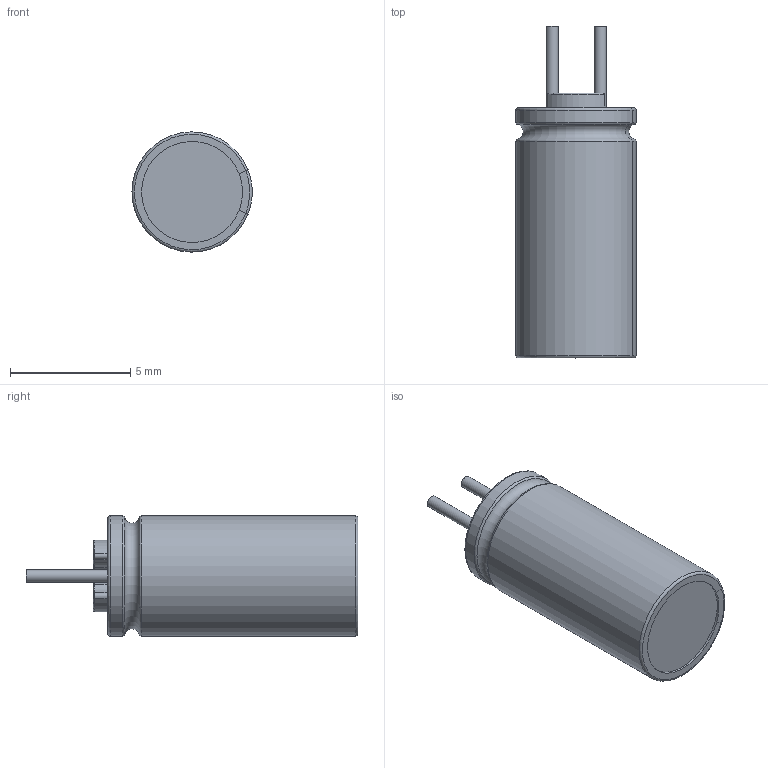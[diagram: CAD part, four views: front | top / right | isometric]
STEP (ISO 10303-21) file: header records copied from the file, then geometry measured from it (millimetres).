
FILE_DESCRIPTION(/* description */ (''),/* implementation_level */ '2;1');
FILE_NAME(/* name */ 'Nichicon_5x11_LeadAG.step',/* time_stamp */ '2020-06-07T21:16:20-04:00',/* author */ (''),/* organization */ (''),/* preprocessor_version */ 'ST-DEVELOPER v18.1',/* originating_system */ 'Autodesk Translation Framework v9.3.0.1241',/* authorisation */ '');
FILE_SCHEMA (('AUTOMOTIVE_DESIGN { 1 0 10303 214 3 1 1 }'));
Length unit declared in the file: millimetre
Products named in the file (1): Nichicon_5x11_LeadAG
Bounding box: 4.99 x 13.8 x 5 mm (x, y, z)
Volume: 203.2 mm3; surface area: 560.5 mm2
Topology: 3 solids, 3 shells, 79 faces, 189 edges, 120 vertices
Faces by surface type: cylinder 32, torus 27, plane 20
Full cylindrical faces by diameter (mm): 0.5 x2, 4.8 x2
Entity records: 2442 total; most frequent: DIRECTION 472, CARTESIAN_POINT 389, ORIENTED_EDGE 378, AXIS2_PLACEMENT_3D 203, EDGE_CURVE 189, CIRCLE 123, VERTEX_POINT 120, EDGE_LOOP 83
